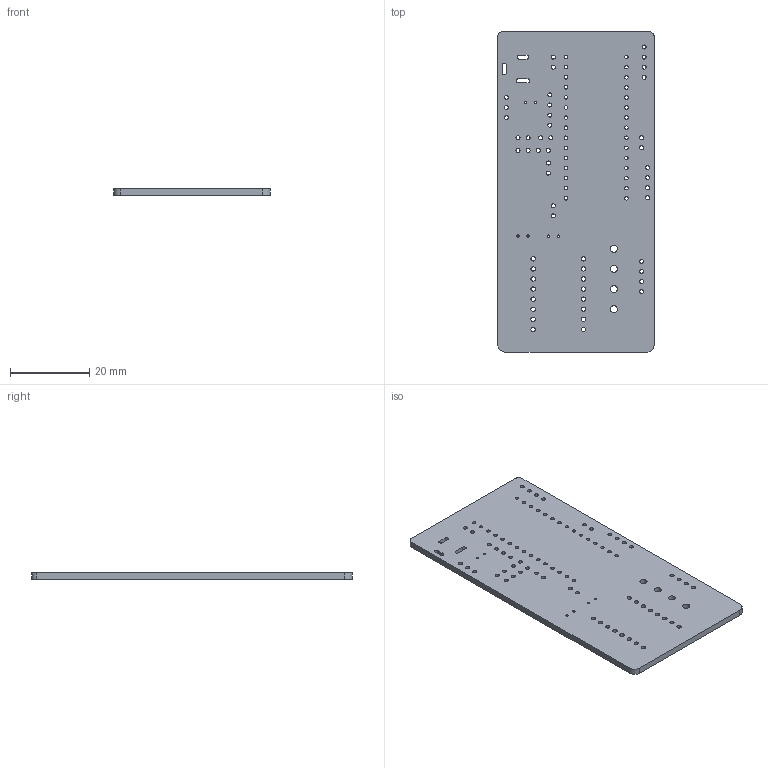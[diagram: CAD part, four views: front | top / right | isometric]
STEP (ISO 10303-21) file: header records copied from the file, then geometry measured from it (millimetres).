
FILE_DESCRIPTION(('KiCad electronic assembly'),'2;1');
FILE_NAME('pump.step','2022-01-30T15:10:43',('Pcbnew'),('Kicad'), 'Open CASCADE STEP processor 7.5','KiCad to STEP converter','Unknown' );
FILE_SCHEMA(('AUTOMOTIVE_DESIGN { 1 0 10303 214 1 1 1 1 }'));
Length unit declared in the file: millimetre
Products named in the file (2): pump 1; _autosave-pump PCB
Assembly tree (1 placements, depth 2):
  pump 1
    _autosave-pump PCB
Bounding box: 39.37 x 80.64 x 1.6 mm (x, y, z)
Volume: 4943.5 mm3; surface area: 7052 mm2
Topology: 1 solids, 1 shells, 113 faces, 333 edges, 222 vertices
Faces by surface type: cylinder 101, plane 12
Full cylindrical faces by diameter (mm): 0.6 x6, 0.9 x30, 1.016 x35, 1.1 x16, 1.78 x4
Entity records: 8641 total; most frequent: DIRECTION 1431, CARTESIAN_POINT 1336, ORIENTED_EDGE 666, PCURVE 666, DEFINITIONAL_REPRESENTATION 666, LINE 595, VECTOR 595, CIRCLE 404
